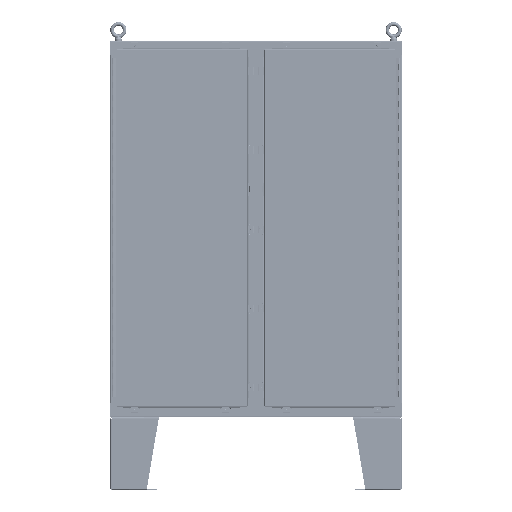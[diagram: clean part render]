
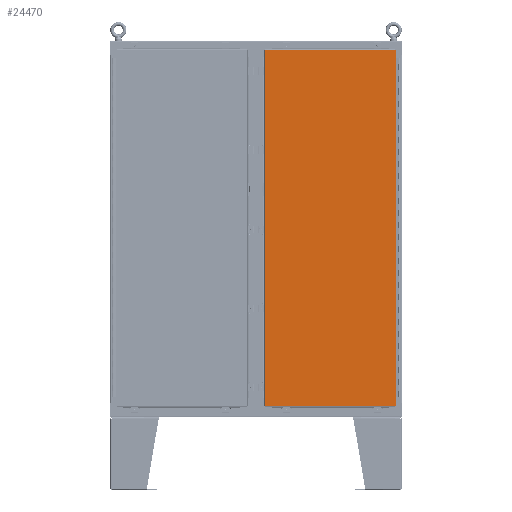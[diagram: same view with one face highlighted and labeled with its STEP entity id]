
A CAD part, top view. The second image highlights one B-rep face of the part: STEP entity #24470.
In plain terms, the highlighted planar face has unit normal (0, 0, 1).
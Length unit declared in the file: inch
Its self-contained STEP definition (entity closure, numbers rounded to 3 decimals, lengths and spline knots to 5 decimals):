
#1762 = LINE ( 'NONE', #54801, #60572 ) ;
#3550 = VERTEX_POINT ( 'NONE', #37686 ) ;
#4084 = CARTESIAN_POINT ( 'NONE',  ( 21.64015, 14.80467, 0.09375 ) ) ;
#6209 = EDGE_CURVE ( 'NONE', #14803, #21732, #20233, .T. ) ;
#9249 = ORIENTED_EDGE ( 'NONE', *, *, #36874, .T. ) ;
#14184 = CARTESIAN_POINT ( 'NONE',  ( 21.64015, 0.10935, 0.09375 ) ) ;
#14803 = VERTEX_POINT ( 'NONE', #68514 ) ;
#14938 = DIRECTION ( 'NONE',  ( 0., -1., 0. ) ) ;
#18624 = VECTOR ( 'NONE', #69304, 39.37008 ) ;
#19136 = LINE ( 'NONE', #4084, #49476 ) ;
#20233 = LINE ( 'NONE', #65086, #48779 ) ;
#21195 = FACE_OUTER_BOUND ( 'NONE', #50818, .T. ) ;
#21312 = CARTESIAN_POINT ( 'NONE',  ( 0.10935, 58.89065, 0.09375 ) ) ;
#21732 = VERTEX_POINT ( 'NONE', #21312 ) ;
#23582 = PLANE ( 'NONE',  #25872 ) ;
#23962 = ORIENTED_EDGE ( 'NONE', *, *, #6209, .T. ) ;
#24470 = ADVANCED_FACE ( 'NONE', ( #21195 ), #23582, .T. ) ;
#25872 = AXIS2_PLACEMENT_3D ( 'NONE', #63671, #29557, #69443 ) ;
#28040 = VERTEX_POINT ( 'NONE', #14184 ) ;
#29557 = DIRECTION ( 'NONE',  ( 0., 0., 1. ) ) ;
#35573 = EDGE_CURVE ( 'NONE', #3550, #28040, #35601, .T. ) ;
#35601 = LINE ( 'NONE', #58282, #18624 ) ;
#36874 = EDGE_CURVE ( 'NONE', #28040, #14803, #19136, .T. ) ;
#37686 = CARTESIAN_POINT ( 'NONE',  ( 0.10935, 0.10935, 0.09375 ) ) ;
#37958 = ORIENTED_EDGE ( 'NONE', *, *, #35573, .T. ) ;
#43888 = DIRECTION ( 'NONE',  ( 0., 1., 0. ) ) ;
#44577 = ORIENTED_EDGE ( 'NONE', *, *, #54816, .T. ) ;
#48779 = VECTOR ( 'NONE', #66586, 39.37008 ) ;
#49476 = VECTOR ( 'NONE', #43888, 39.37008 ) ;
#50818 = EDGE_LOOP ( 'NONE', ( #44577, #37958, #9249, #23962 ) ) ;
#54801 = CARTESIAN_POINT ( 'NONE',  ( 0.10935, 44.19532, 0.09375 ) ) ;
#54816 = EDGE_CURVE ( 'NONE', #21732, #3550, #1762, .T. ) ;
#58282 = CARTESIAN_POINT ( 'NONE',  ( 5.49205, 0.10935, 0.09375 ) ) ;
#60572 = VECTOR ( 'NONE', #14938, 39.37008 ) ;
#63671 = CARTESIAN_POINT ( 'NONE',  ( 10.87475, 29.5, 0.09375 ) ) ;
#65086 = CARTESIAN_POINT ( 'NONE',  ( 16.25745, 58.89065, 0.09375 ) ) ;
#66586 = DIRECTION ( 'NONE',  ( -1., 0., 0. ) ) ;
#68514 = CARTESIAN_POINT ( 'NONE',  ( 21.64015, 58.89065, 0.09375 ) ) ;
#69304 = DIRECTION ( 'NONE',  ( 1., 0., 0. ) ) ;
#69443 = DIRECTION ( 'NONE',  ( 1., 0., 0. ) ) ;
